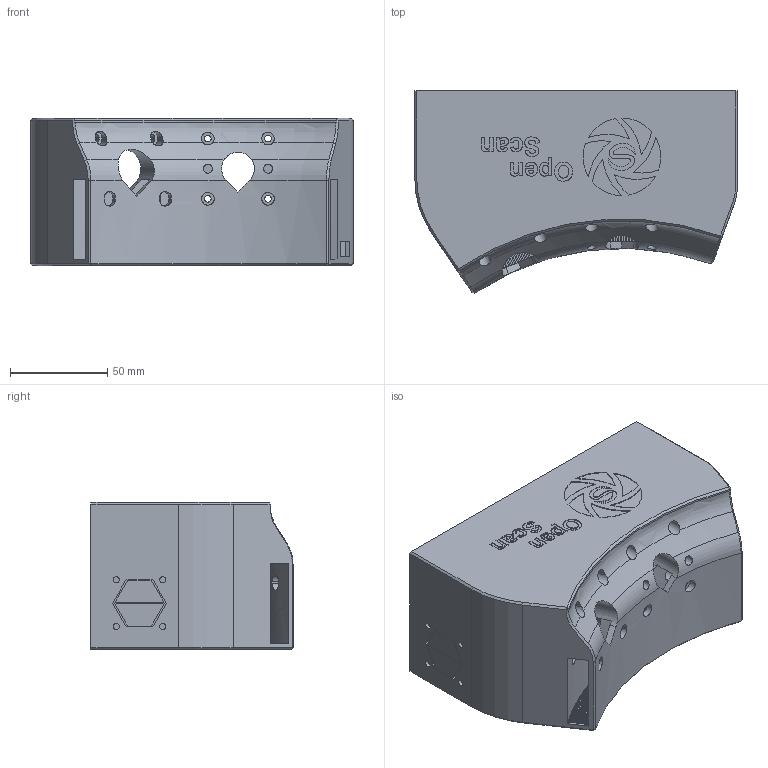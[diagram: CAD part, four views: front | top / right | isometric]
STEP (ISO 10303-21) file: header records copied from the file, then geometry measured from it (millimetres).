
FILE_DESCRIPTION(('FreeCAD Model'),'2;1');
FILE_NAME('Open CASCADE Shape Model','2025-06-19T14:36:01',(''),(''), 'Open CASCADE STEP processor 7.8','FreeCAD','Unknown');
FILE_SCHEMA(('AUTOMOTIVE_DESIGN { 1 0 10303 214 1 1 1 1 }'));
Length unit declared in the file: millimetre
Products named in the file (1): 1-base
Bounding box: 166.02 x 104.05 x 76 mm (x, y, z)
Volume: 163658 mm3; surface area: 94954.1 mm2
Topology: 1 solids, 1 shells, 803 faces, 2281 edges, 1498 vertices
Faces by surface type: plane 504, extrusion 145, cylinder 112, bspline 17, torus 11, cone 10, sphere 4
Full cylindrical faces by diameter (mm): 1.75 x2, 3.2 x4, 3.4 x4, 4.6 x7, 6.5 x6
Entity records: 29522 total; most frequent: CARTESIAN_POINT 8878, ORIENTED_EDGE 4550, DIRECTION 3866, EDGE_CURVE 2275, VERTEX_POINT 1498, VECTOR 1452, LINE 1307, AXIS2_PLACEMENT_3D 1207
